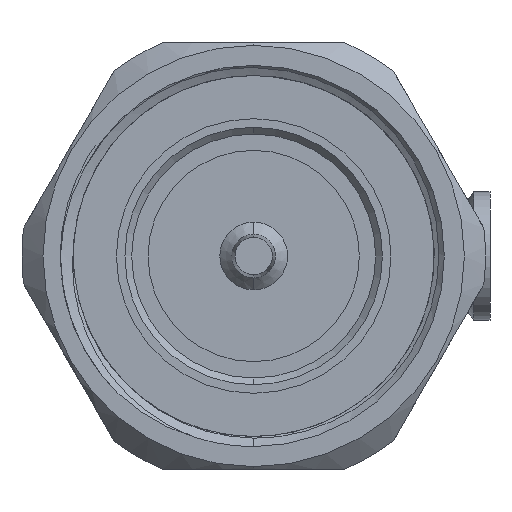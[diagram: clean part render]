
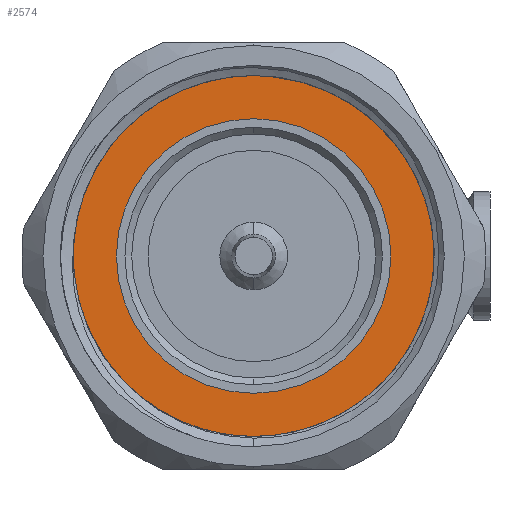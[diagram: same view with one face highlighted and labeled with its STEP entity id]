
A CAD part, left-side view. The second image highlights one B-rep face of the part: STEP entity #2574.
In plain terms, the highlighted planar face has unit normal (-1, 0, 0).
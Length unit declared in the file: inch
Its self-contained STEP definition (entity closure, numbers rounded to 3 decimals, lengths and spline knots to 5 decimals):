
#72 = CARTESIAN_POINT ( 'NONE',  ( -0.67498, 0., 0. ) ) ;
#254 = EDGE_LOOP ( 'NONE', ( #1203, #3194 ) ) ;
#451 = CARTESIAN_POINT ( 'NONE',  ( -0.67498, 0., 0. ) ) ;
#569 = DIRECTION ( 'NONE',  ( -1., 0., 0. ) ) ;
#846 = AXIS2_PLACEMENT_3D ( 'NONE', #2070, #3037, #5496 ) ;
#951 = CARTESIAN_POINT ( 'NONE',  ( -0.67498, 0., -0.40551 ) ) ;
#1203 = ORIENTED_EDGE ( 'NONE', *, *, #6061, .T. ) ;
#1460 = VERTEX_POINT ( 'NONE', #5819 ) ;
#1729 = CARTESIAN_POINT ( 'NONE',  ( -0.67498, 0., 0. ) ) ;
#1908 = VERTEX_POINT ( 'NONE', #3530 ) ;
#1997 = VERTEX_POINT ( 'NONE', #951 ) ;
#2005 = ORIENTED_EDGE ( 'NONE', *, *, #3914, .F. ) ;
#2070 = CARTESIAN_POINT ( 'NONE',  ( -0.67498, 0., 0. ) ) ;
#2574 = ADVANCED_FACE ( 'NONE', ( #2754, #4320 ), #4192, .T. ) ;
#2754 = FACE_OUTER_BOUND ( 'NONE', #254, .T. ) ;
#2757 = DIRECTION ( 'NONE',  ( 0., 0., 1. ) ) ;
#2767 = EDGE_CURVE ( 'NONE', #1908, #1460, #3253, .T. ) ;
#3037 = DIRECTION ( 'NONE',  ( -1., 0., 0. ) ) ;
#3144 = AXIS2_PLACEMENT_3D ( 'NONE', #72, #569, #3861 ) ;
#3161 = CIRCLE ( 'NONE', #846, 0.40551 ) ;
#3185 = AXIS2_PLACEMENT_3D ( 'NONE', #1729, #5540, #6016 ) ;
#3194 = ORIENTED_EDGE ( 'NONE', *, *, #2767, .T. ) ;
#3253 = CIRCLE ( 'NONE', #3144, 0.57237 ) ;
#3530 = CARTESIAN_POINT ( 'NONE',  ( -0.67498, 0., -0.57237 ) ) ;
#3566 = AXIS2_PLACEMENT_3D ( 'NONE', #451, #3713, #5649 ) ;
#3646 = ORIENTED_EDGE ( 'NONE', *, *, #3813, .F. ) ;
#3713 = DIRECTION ( 'NONE',  ( -1., 0., 0. ) ) ;
#3813 = EDGE_CURVE ( 'NONE', #1997, #6115, #3161, .T. ) ;
#3861 = DIRECTION ( 'NONE',  ( 0., 0., 1. ) ) ;
#3914 = EDGE_CURVE ( 'NONE', #6115, #1997, #4994, .T. ) ;
#4192 = PLANE ( 'NONE',  #3566 ) ;
#4320 = FACE_BOUND ( 'NONE', #4598, .T. ) ;
#4598 = EDGE_LOOP ( 'NONE', ( #3646, #2005 ) ) ;
#4815 = CIRCLE ( 'NONE', #3185, 0.57237 ) ;
#4994 = CIRCLE ( 'NONE', #5598, 0.40551 ) ;
#5496 = DIRECTION ( 'NONE',  ( 0., 0., 1. ) ) ;
#5540 = DIRECTION ( 'NONE',  ( -1., 0., 0. ) ) ;
#5598 = AXIS2_PLACEMENT_3D ( 'NONE', #5779, #5721, #2757 ) ;
#5649 = DIRECTION ( 'NONE',  ( 0., 0., 1. ) ) ;
#5721 = DIRECTION ( 'NONE',  ( -1., 0., 0. ) ) ;
#5779 = CARTESIAN_POINT ( 'NONE',  ( -0.67498, 0., 0. ) ) ;
#5819 = CARTESIAN_POINT ( 'NONE',  ( -0.67498, 0., 0.57237 ) ) ;
#6016 = DIRECTION ( 'NONE',  ( 0., 0., 1. ) ) ;
#6061 = EDGE_CURVE ( 'NONE', #1460, #1908, #4815, .T. ) ;
#6075 = CARTESIAN_POINT ( 'NONE',  ( -0.67498, 0., 0.40551 ) ) ;
#6115 = VERTEX_POINT ( 'NONE', #6075 ) ;
